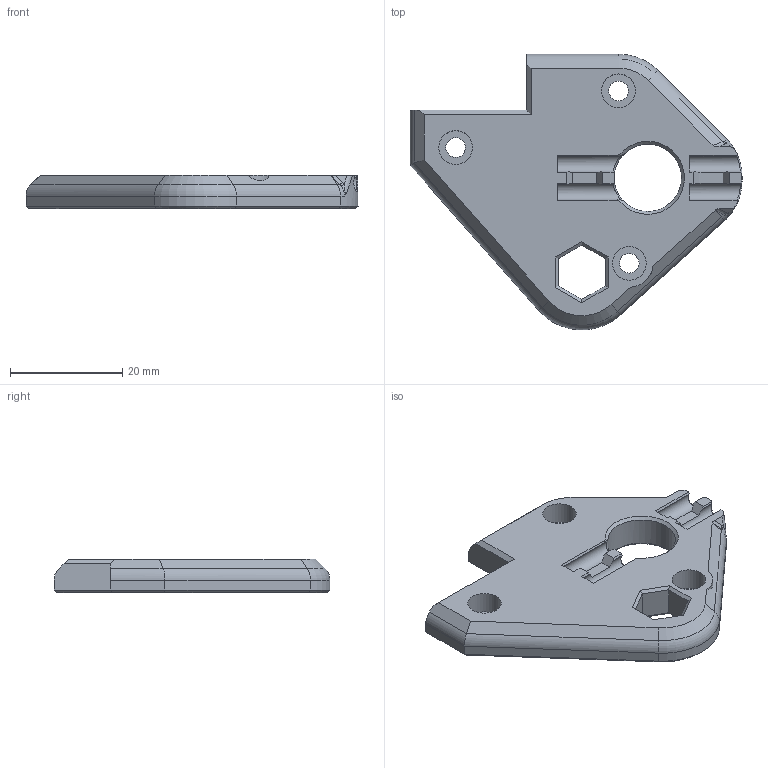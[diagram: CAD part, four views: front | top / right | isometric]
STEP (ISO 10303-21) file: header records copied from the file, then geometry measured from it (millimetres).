
FILE_DESCRIPTION(/* description */ (''),/* implementation_level */ '2;1');
FILE_NAME(/* name */ 'ZCarriageLeft_Plate_WS8 v2.step',/* time_stamp */ '2023-02-21T23:19:07-05:00',/* author */ (''),/* organization */ (''),/* preprocessor_version */ 'ST-DEVELOPER v19.2',/* originating_system */ 'Autodesk Translation Framework v11.17.0.187',/* authorisation */ '');
FILE_SCHEMA (('AUTOMOTIVE_DESIGN { 1 0 10303 214 3 1 1 }'));
Length unit declared in the file: millimetre
Products named in the file (1): ZCarriageLeft_Plate_WS8
Bounding box: 59.05 x 49.03 x 6 mm (x, y, z)
Volume: 8958.4 mm3; surface area: 4880.3 mm2
Topology: 1 solids, 1 shells, 136 faces, 346 edges, 213 vertices
Faces by surface type: plane 72, bspline 24, cylinder 24, cone 12, torus 4
Full cylindrical faces by diameter (mm): 3.5 x3, 6 x3, 12 x1
Entity records: 5462 total; most frequent: CARTESIAN_POINT 2313, ORIENTED_EDGE 688, DIRECTION 573, EDGE_CURVE 344, VERTEX_POINT 213, AXIS2_PLACEMENT_3D 193, LINE 187, VECTOR 187
